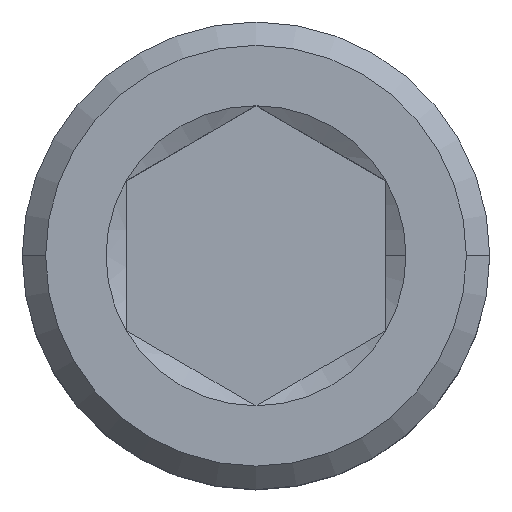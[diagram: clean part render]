
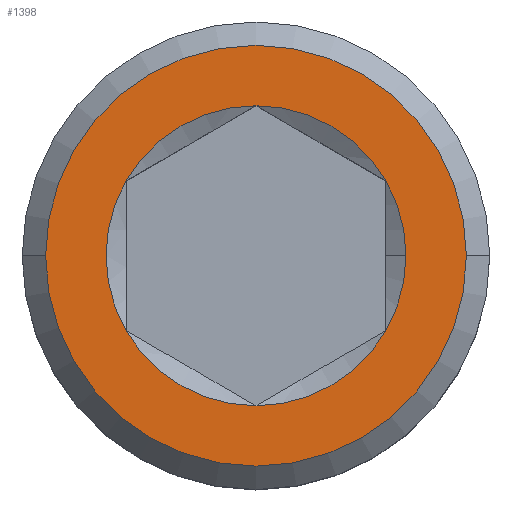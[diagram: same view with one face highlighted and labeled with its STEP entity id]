
A CAD part, top view. The second image highlights one B-rep face of the part: STEP entity #1398.
In plain terms, the highlighted planar face has unit normal (0, 0, 1).
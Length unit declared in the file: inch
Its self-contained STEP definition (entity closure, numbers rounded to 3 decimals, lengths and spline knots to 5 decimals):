
#1 = CARTESIAN_POINT ( 'NONE',  ( 0., 0., 0.19925 ) ) ;
#56 = AXIS2_PLACEMENT_3D ( 'NONE', #1109, #1453, #1803 ) ;
#70 = DIRECTION ( 'NONE',  ( 1., 0., 0. ) ) ;
#159 = EDGE_LOOP ( 'NONE', ( #2039, #2590, #4062, #1484, #4204, #272, #474 ) ) ;
#178 = EDGE_CURVE ( 'NONE', #3966, #3698, #2016, .T. ) ;
#223 = AXIS2_PLACEMENT_3D ( 'NONE', #1041, #410, #70 ) ;
#272 = ORIENTED_EDGE ( 'NONE', *, *, #2981, .F. ) ;
#273 = CIRCLE ( 'NONE', #2148, 0.04511 ) ;
#318 = VERTEX_POINT ( 'NONE', #879 ) ;
#330 = VERTEX_POINT ( 'NONE', #3350 ) ;
#410 = DIRECTION ( 'NONE',  ( 0., 0., 1. ) ) ;
#422 = DIRECTION ( 'NONE',  ( 1., 0., 0. ) ) ;
#474 = ORIENTED_EDGE ( 'NONE', *, *, #3534, .F. ) ;
#501 = DIRECTION ( 'NONE',  ( 0., 0., 1. ) ) ;
#509 = FACE_BOUND ( 'NONE', #159, .T. ) ;
#657 = AXIS2_PLACEMENT_3D ( 'NONE', #1986, #1634, #4242 ) ;
#698 = CARTESIAN_POINT ( 'NONE',  ( 0., 0., 0.19925 ) ) ;
#819 = EDGE_CURVE ( 'NONE', #318, #1595, #1026, .T. ) ;
#879 = CARTESIAN_POINT ( 'NONE',  ( -0.06328, 0., 0.19925 ) ) ;
#919 = EDGE_CURVE ( 'NONE', #2149, #3966, #3787, .T. ) ;
#933 = ORIENTED_EDGE ( 'NONE', *, *, #819, .T. ) ;
#1026 = CIRCLE ( 'NONE', #4029, 0.06328 ) ;
#1041 = CARTESIAN_POINT ( 'NONE',  ( 0., 0., 0.19925 ) ) ;
#1109 = CARTESIAN_POINT ( 'NONE',  ( 0., 0., 0.19925 ) ) ;
#1137 = CARTESIAN_POINT ( 'NONE',  ( 0.03906, -0.02255, 0.19925 ) ) ;
#1211 = EDGE_CURVE ( 'NONE', #330, #2691, #2373, .T. ) ;
#1320 = AXIS2_PLACEMENT_3D ( 'NONE', #3068, #1433, #422 ) ;
#1374 = VERTEX_POINT ( 'NONE', #3187 ) ;
#1398 = ADVANCED_FACE ( 'NONE', ( #1504, #509 ), #1888, .T. ) ;
#1433 = DIRECTION ( 'NONE',  ( 0., 0., 1. ) ) ;
#1446 = CIRCLE ( 'NONE', #657, 0.04511 ) ;
#1453 = DIRECTION ( 'NONE',  ( 0., 0., 1. ) ) ;
#1484 = ORIENTED_EDGE ( 'NONE', *, *, #1853, .F. ) ;
#1504 = FACE_OUTER_BOUND ( 'NONE', #1679, .T. ) ;
#1526 = CARTESIAN_POINT ( 'NONE',  ( 0., 0.07031, 0.19925 ) ) ;
#1570 = DIRECTION ( 'NONE',  ( 1., 0., 0. ) ) ;
#1595 = VERTEX_POINT ( 'NONE', #1637 ) ;
#1629 = DIRECTION ( 'NONE',  ( 1., 0., 0. ) ) ;
#1634 = DIRECTION ( 'NONE',  ( 0., 0., 1. ) ) ;
#1637 = CARTESIAN_POINT ( 'NONE',  ( 0.06328, 0., 0.19925 ) ) ;
#1679 = EDGE_LOOP ( 'NONE', ( #933, #2364 ) ) ;
#1754 = AXIS2_PLACEMENT_3D ( 'NONE', #1526, #501, #3137 ) ;
#1803 = DIRECTION ( 'NONE',  ( 1., 0., 0. ) ) ;
#1853 = EDGE_CURVE ( 'NONE', #2691, #2149, #2825, .T. ) ;
#1888 = PLANE ( 'NONE',  #1754 ) ;
#1891 = DIRECTION ( 'NONE',  ( 0., 0., 1. ) ) ;
#1986 = CARTESIAN_POINT ( 'NONE',  ( 0., 0., 0.19925 ) ) ;
#1997 = DIRECTION ( 'NONE',  ( 0., 0., 1. ) ) ;
#2016 = CIRCLE ( 'NONE', #2308, 0.04511 ) ;
#2021 = DIRECTION ( 'NONE',  ( 1., 0., 0. ) ) ;
#2029 = DIRECTION ( 'NONE',  ( 1., 0., 0. ) ) ;
#2039 = ORIENTED_EDGE ( 'NONE', *, *, #3688, .F. ) ;
#2148 = AXIS2_PLACEMENT_3D ( 'NONE', #698, #3656, #2029 ) ;
#2149 = VERTEX_POINT ( 'NONE', #1137 ) ;
#2308 = AXIS2_PLACEMENT_3D ( 'NONE', #1, #2353, #2021 ) ;
#2353 = DIRECTION ( 'NONE',  ( 0., 0., 1. ) ) ;
#2364 = ORIENTED_EDGE ( 'NONE', *, *, #4181, .T. ) ;
#2373 = CIRCLE ( 'NONE', #56, 0.04511 ) ;
#2525 = AXIS2_PLACEMENT_3D ( 'NONE', #3257, #2960, #3594 ) ;
#2590 = ORIENTED_EDGE ( 'NONE', *, *, #178, .F. ) ;
#2691 = VERTEX_POINT ( 'NONE', #2692 ) ;
#2692 = CARTESIAN_POINT ( 'NONE',  ( 0., -0.04511, 0.19925 ) ) ;
#2825 = CIRCLE ( 'NONE', #1320, 0.04511 ) ;
#2944 = VERTEX_POINT ( 'NONE', #3295 ) ;
#2952 = CARTESIAN_POINT ( 'NONE',  ( 0., 0., 0.19925 ) ) ;
#2960 = DIRECTION ( 'NONE',  ( 0., 0., 1. ) ) ;
#2981 = EDGE_CURVE ( 'NONE', #1374, #330, #3579, .T. ) ;
#3068 = CARTESIAN_POINT ( 'NONE',  ( 0., 0., 0.19925 ) ) ;
#3137 = DIRECTION ( 'NONE',  ( 1., 0., 0. ) ) ;
#3187 = CARTESIAN_POINT ( 'NONE',  ( -0.03906, 0.02255, 0.19925 ) ) ;
#3231 = AXIS2_PLACEMENT_3D ( 'NONE', #4131, #1891, #1570 ) ;
#3257 = CARTESIAN_POINT ( 'NONE',  ( 0., 0., 0.19925 ) ) ;
#3295 = CARTESIAN_POINT ( 'NONE',  ( 0., 0.04511, 0.19925 ) ) ;
#3331 = CARTESIAN_POINT ( 'NONE',  ( 0.03906, 0.02255, 0.19925 ) ) ;
#3350 = CARTESIAN_POINT ( 'NONE',  ( -0.03906, -0.02255, 0.19925 ) ) ;
#3534 = EDGE_CURVE ( 'NONE', #2944, #1374, #1446, .T. ) ;
#3579 = CIRCLE ( 'NONE', #2525, 0.04511 ) ;
#3594 = DIRECTION ( 'NONE',  ( 1., 0., 0. ) ) ;
#3656 = DIRECTION ( 'NONE',  ( 0., 0., 1. ) ) ;
#3667 = CARTESIAN_POINT ( 'NONE',  ( 0.04511, 0., 0.19925 ) ) ;
#3688 = EDGE_CURVE ( 'NONE', #3698, #2944, #273, .T. ) ;
#3698 = VERTEX_POINT ( 'NONE', #3331 ) ;
#3787 = CIRCLE ( 'NONE', #223, 0.04511 ) ;
#3952 = CIRCLE ( 'NONE', #3231, 0.06328 ) ;
#3966 = VERTEX_POINT ( 'NONE', #3667 ) ;
#4029 = AXIS2_PLACEMENT_3D ( 'NONE', #2952, #1997, #1629 ) ;
#4062 = ORIENTED_EDGE ( 'NONE', *, *, #919, .F. ) ;
#4131 = CARTESIAN_POINT ( 'NONE',  ( 0., 0., 0.19925 ) ) ;
#4181 = EDGE_CURVE ( 'NONE', #1595, #318, #3952, .T. ) ;
#4204 = ORIENTED_EDGE ( 'NONE', *, *, #1211, .F. ) ;
#4242 = DIRECTION ( 'NONE',  ( 1., 0., 0. ) ) ;
